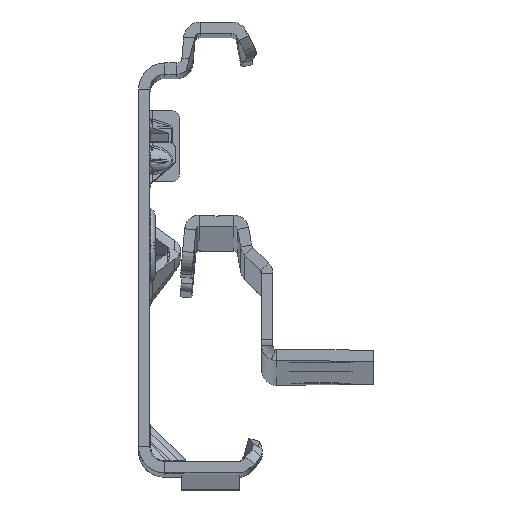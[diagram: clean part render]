
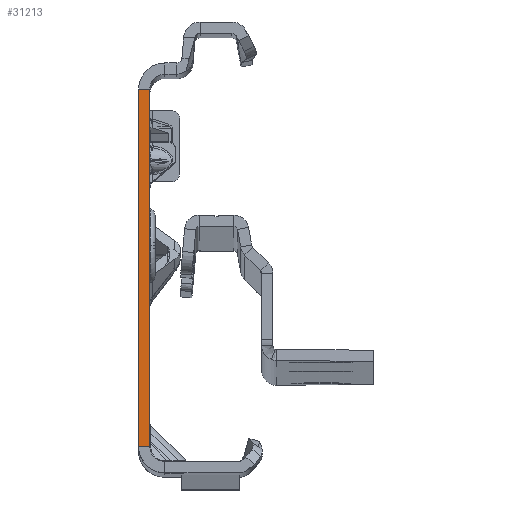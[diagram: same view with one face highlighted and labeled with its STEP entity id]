
A CAD part, top view. The second image highlights one B-rep face of the part: STEP entity #31213.
In plain terms, the highlighted planar face has unit normal (0, 0, 1).
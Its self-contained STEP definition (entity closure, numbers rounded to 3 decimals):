
#5295 = VECTOR ( 'NONE', #53433, 1000. ) ;
#8071 = CARTESIAN_POINT ( 'NONE',  ( -1.5, -27.865, 0. ) ) ;
#9699 = VERTEX_POINT ( 'NONE', #50807 ) ;
#10217 = CARTESIAN_POINT ( 'NONE',  ( 0., -25.865, 0. ) ) ;
#12059 = LINE ( 'NONE', #32734, #29445 ) ;
#12126 = EDGE_CURVE ( 'NONE', #52436, #33792, #52882, .T. ) ;
#15397 = EDGE_CURVE ( 'NONE', #38745, #33792, #17270, .T. ) ;
#17270 = LINE ( 'NONE', #10217, #18602 ) ;
#17783 = PLANE ( 'NONE',  #43285 ) ;
#18602 = VECTOR ( 'NONE', #31700, 1000. ) ;
#25333 = DIRECTION ( 'NONE',  ( 0., 0., 1. ) ) ;
#25359 = LINE ( 'NONE', #33770, #39578 ) ;
#25903 = DIRECTION ( 'NONE',  ( 0., -1., 0. ) ) ;
#26119 = ORIENTED_EDGE ( 'NONE', *, *, #12126, .T. ) ;
#26151 = FACE_OUTER_BOUND ( 'NONE', #47712, .T. ) ;
#29423 = ORIENTED_EDGE ( 'NONE', *, *, #46597, .F. ) ;
#29445 = VECTOR ( 'NONE', #50571, 1000. ) ;
#31213 = ADVANCED_FACE ( 'NONE', ( #26151 ), #17783, .T. ) ;
#31700 = DIRECTION ( 'NONE',  ( -1., 0., 0. ) ) ;
#32734 = CARTESIAN_POINT ( 'NONE',  ( 0., 22.135, 0. ) ) ;
#33770 = CARTESIAN_POINT ( 'NONE',  ( 0., -27.865, 0. ) ) ;
#33792 = VERTEX_POINT ( 'NONE', #48183 ) ;
#34821 = DIRECTION ( 'NONE',  ( 1., 0., 0. ) ) ;
#38745 = VERTEX_POINT ( 'NONE', #44515 ) ;
#39578 = VECTOR ( 'NONE', #25903, 1000. ) ;
#43285 = AXIS2_PLACEMENT_3D ( 'NONE', #8071, #25333, #34821 ) ;
#44515 = CARTESIAN_POINT ( 'NONE',  ( 0., -25.865, 0. ) ) ;
#46597 = EDGE_CURVE ( 'NONE', #9699, #38745, #25359, .T. ) ;
#47712 = EDGE_LOOP ( 'NONE', ( #29423, #49731, #26119, #52722 ) ) ;
#48183 = CARTESIAN_POINT ( 'NONE',  ( -1.5, -25.865, 0. ) ) ;
#49265 = CARTESIAN_POINT ( 'NONE',  ( -1.5, -27.865, 0. ) ) ;
#49731 = ORIENTED_EDGE ( 'NONE', *, *, #54148, .T. ) ;
#50571 = DIRECTION ( 'NONE',  ( -1., 0., 0. ) ) ;
#50807 = CARTESIAN_POINT ( 'NONE',  ( 0., 22.135, 0. ) ) ;
#51840 = CARTESIAN_POINT ( 'NONE',  ( -1.5, 22.135, 0. ) ) ;
#52436 = VERTEX_POINT ( 'NONE', #51840 ) ;
#52722 = ORIENTED_EDGE ( 'NONE', *, *, #15397, .F. ) ;
#52882 = LINE ( 'NONE', #49265, #5295 ) ;
#53433 = DIRECTION ( 'NONE',  ( 0., -1., 0. ) ) ;
#54148 = EDGE_CURVE ( 'NONE', #9699, #52436, #12059, .T. ) ;
